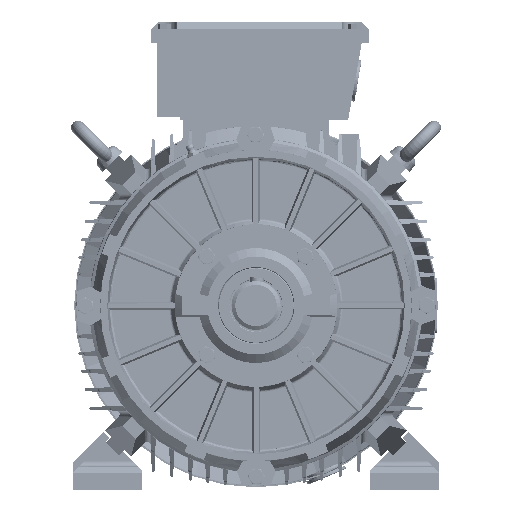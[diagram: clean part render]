
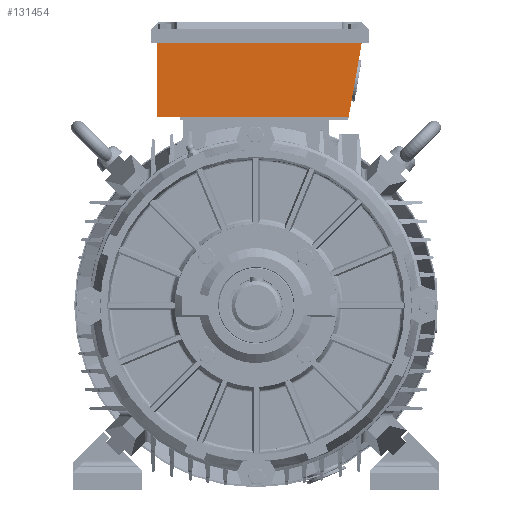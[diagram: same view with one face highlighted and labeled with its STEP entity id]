
A CAD part, left-side view. The second image highlights one B-rep face of the part: STEP entity #131454.
In plain terms, the highlighted face is planar.
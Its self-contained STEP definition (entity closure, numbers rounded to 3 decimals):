
#24935 = CARTESIAN_POINT ( 'NONE',  ( -84.35, 76., 64. ) ) ;
#24992 = DIRECTION ( 'NONE',  ( -1., 0., 0. ) ) ;
#24993 = VECTOR ( 'NONE', #24992, 1000. ) ;
#24994 = CARTESIAN_POINT ( 'NONE',  ( -84.35, 76., 0. ) ) ;
#24995 = DIRECTION ( 'NONE',  ( 0., 0., -1. ) ) ;
#24996 = DIRECTION ( 'NONE',  ( 0., -1., 0. ) ) ;
#24997 = CARTESIAN_POINT ( 'NONE',  ( -84.35, 76., 64. ) ) ;
#24998 = AXIS2_PLACEMENT_3D ( 'NONE', #24997, #24996, #24995 ) ;
#24999 = PLANE ( 'NONE',  #24998 ) ;
#25000 = LINE ( 'NONE', #24994, #24993 ) ;
#25001 = FACE_OUTER_BOUND ( 'NONE', #131455, .T. ) ;
#25036 = DIRECTION ( 'NONE',  ( 0., 0., -1. ) ) ;
#25037 = VECTOR ( 'NONE', #25036, 1000. ) ;
#25038 = CARTESIAN_POINT ( 'NONE',  ( -84.35, 76., 64. ) ) ;
#25039 = LINE ( 'NONE', #25038, #25037 ) ;
#25064 = CARTESIAN_POINT ( 'NONE',  ( -84.35, 76., 0. ) ) ;
#25094 = DIRECTION ( 'NONE',  ( -1., 0., 0. ) ) ;
#25095 = VECTOR ( 'NONE', #25094, 1000. ) ;
#25096 = CARTESIAN_POINT ( 'NONE',  ( -84.35, 76., 64. ) ) ;
#25097 = LINE ( 'NONE', #25096, #25095 ) ;
#25141 = CARTESIAN_POINT ( 'NONE',  ( 80.35, 76., 64. ) ) ;
#25142 = DIRECTION ( 'NONE',  ( 0.174, 0., -0.985 ) ) ;
#25143 = VECTOR ( 'NONE', #25142, 1000. ) ;
#25144 = CARTESIAN_POINT ( 'NONE',  ( 75.384, 76., 92.165 ) ) ;
#25145 = LINE ( 'NONE', #25144, #25143 ) ;
#25146 = CARTESIAN_POINT ( 'NONE',  ( 91.635, 76., 0. ) ) ;
#131380 = VERTEX_POINT ( 'NONE', #24935 ) ;
#131454 = ADVANCED_FACE ( 'NONE', ( #25001 ), #24999, .F. ) ;
#131455 = EDGE_LOOP ( 'NONE', ( #131456, #131556, #131558, #131562 ) ) ;
#131456 = ORIENTED_EDGE ( 'NONE', *, *, #131458, .T. ) ;
#131458 = EDGE_CURVE ( 'NONE', #131579, #131514, #25000, .T. ) ;
#131482 = EDGE_CURVE ( 'NONE', #131380, #131514, #25039, .T. ) ;
#131514 = VERTEX_POINT ( 'NONE', #25064 ) ;
#131556 = ORIENTED_EDGE ( 'NONE', *, *, #131482, .F. ) ;
#131558 = ORIENTED_EDGE ( 'NONE', *, *, #131560, .F. ) ;
#131560 = EDGE_CURVE ( 'NONE', #131584, #131380, #25097, .T. ) ;
#131562 = ORIENTED_EDGE ( 'NONE', *, *, #131582, .T. ) ;
#131579 = VERTEX_POINT ( 'NONE', #25146 ) ;
#131582 = EDGE_CURVE ( 'NONE', #131584, #131579, #25145, .T. ) ;
#131584 = VERTEX_POINT ( 'NONE', #25141 ) ;
